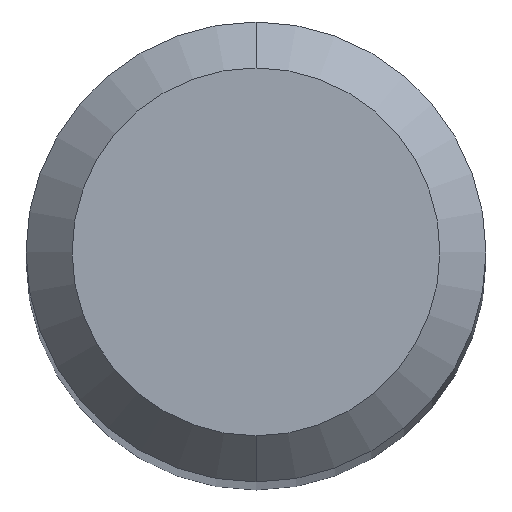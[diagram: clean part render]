
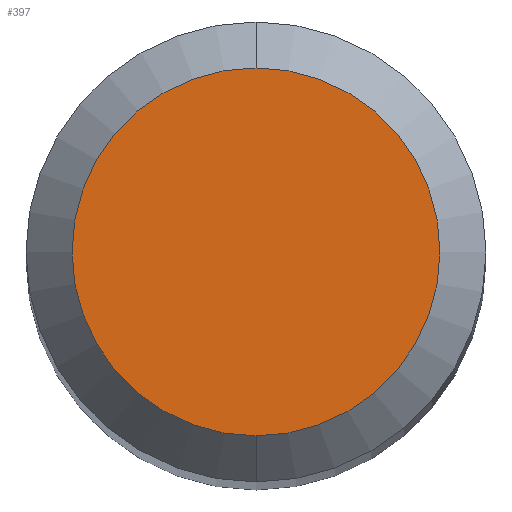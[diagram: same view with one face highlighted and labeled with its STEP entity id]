
A CAD part, top view. The second image highlights one B-rep face of the part: STEP entity #397.
In plain terms, the highlighted planar face has unit normal (0, 0, 1).
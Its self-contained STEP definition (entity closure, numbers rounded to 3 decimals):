
#255=VERTEX_POINT('',#569);
#305=EDGE_CURVE('',#319,#255,#625,.T.);
#319=VERTEX_POINT('',#641);
#363=EDGE_CURVE('',#255,#319,#690,.T.);
#397=ADVANCED_FACE('',(#728),#729,.T.);
#569=CARTESIAN_POINT('',(0.,-1.2,0.0));
#625=CIRCLE('',#1108,1.2);
#641=CARTESIAN_POINT('',(0.0,1.2,0.0));
#690=CIRCLE('',#1225,1.2);
#728=FACE_OUTER_BOUND('',#1269,.T.);
#729=PLANE('',#1270);
#1108=AXIS2_PLACEMENT_3D('',#1617,#1618,#1619);
#1225=AXIS2_PLACEMENT_3D('',#1699,#1700,#1701);
#1269=EDGE_LOOP('',(#1739,#1740));
#1270=AXIS2_PLACEMENT_3D('',#1741,#1742,#1743);
#1617=CARTESIAN_POINT('',(0.0,0.0,0.0));
#1618=DIRECTION('',(0.0,0.0,-1.0));
#1619=DIRECTION('',(0.0,1.0,0.0));
#1699=CARTESIAN_POINT('',(0.0,0.0,0.0));
#1700=DIRECTION('',(0.0,0.0,-1.0));
#1701=DIRECTION('',(0.0,1.0,0.0));
#1739=ORIENTED_EDGE('',*,*,#305,.F.);
#1740=ORIENTED_EDGE('',*,*,#363,.F.);
#1741=CARTESIAN_POINT('',(0.0,0.6,0.0));
#1742=DIRECTION('',(-0.0,0.0,1.0));
#1743=DIRECTION('',(0.0,-1.0,0.0));
